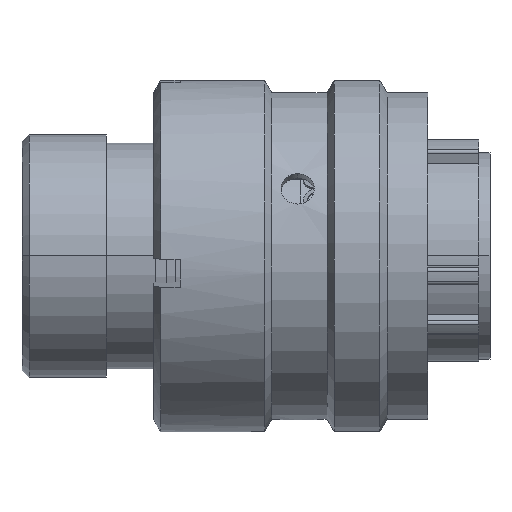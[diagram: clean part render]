
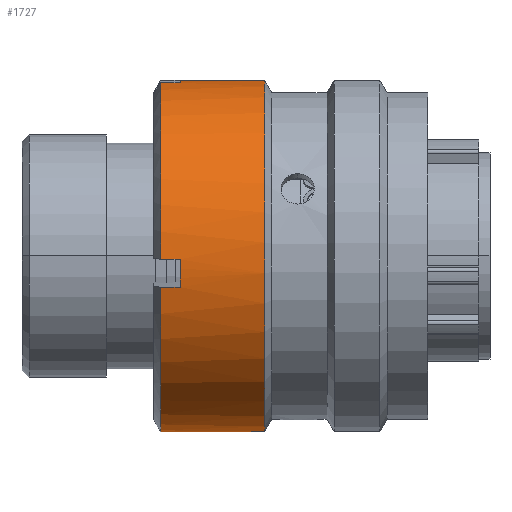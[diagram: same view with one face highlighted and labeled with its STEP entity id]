
A CAD part, top view. The second image highlights one B-rep face of the part: STEP entity #1727.
In plain terms, the highlighted cylindrical face has radius 12.55 mm (diameter 25.1 mm), a partial arc.
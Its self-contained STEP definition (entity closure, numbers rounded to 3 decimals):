
#568 = VERTEX_POINT ( 'NONE', #24794 ) ;
#974 = DIRECTION ( 'NONE',  ( 0., 0.1, -0.995 ) ) ;
#1727 = ADVANCED_FACE ( 'NONE', ( #33256 ), #10949, .T. ) ;
#2487 = CARTESIAN_POINT ( 'NONE',  ( 28.928, -12.487, -1.256 ) ) ;
#2674 = VERTEX_POINT ( 'NONE', #5399 ) ;
#4104 = CARTESIAN_POINT ( 'NONE',  ( 9.878, -2.247, 12.347 ) ) ;
#5399 = CARTESIAN_POINT ( 'NONE',  ( 11.278, 12.347, 2.247 ) ) ;
#6649 = CARTESIAN_POINT ( 'NONE',  ( 28.928, 12.347, 2.247 ) ) ;
#6974 = DIRECTION ( 'NONE',  ( 1., 0., 0. ) ) ;
#7191 = CARTESIAN_POINT ( 'NONE',  ( 28.928, 12.487, 1.256 ) ) ;
#7326 = LINE ( 'NONE', #6649, #14793 ) ;
#7467 = LINE ( 'NONE', #40656, #46474 ) ;
#7848 = LINE ( 'NONE', #2487, #30195 ) ;
#8082 = ORIENTED_EDGE ( 'NONE', *, *, #11679, .T. ) ;
#8454 = CARTESIAN_POINT ( 'NONE',  ( 17.298, 12.487, 1.256 ) ) ;
#9375 = CIRCLE ( 'NONE', #29712, 12.55 ) ;
#9865 = ORIENTED_EDGE ( 'NONE', *, *, #36004, .T. ) ;
#10011 = LINE ( 'NONE', #7191, #11908 ) ;
#10241 = DIRECTION ( 'NONE',  ( 0., -0.1, 0.995 ) ) ;
#10511 = AXIS2_PLACEMENT_3D ( 'NONE', #21087, #36820, #29706 ) ;
#10538 = VERTEX_POINT ( 'NONE', #8454 ) ;
#10722 = VERTEX_POINT ( 'NONE', #15094 ) ;
#10949 = CYLINDRICAL_SURFACE ( 'NONE', #23506, 12.55 ) ;
#11163 = VERTEX_POINT ( 'NONE', #25916 ) ;
#11679 = EDGE_CURVE ( 'NONE', #20996, #36515, #7848, .T. ) ;
#11908 = VECTOR ( 'NONE', #38702, 1000. ) ;
#13129 = DIRECTION ( 'NONE',  ( 1., 0., 0. ) ) ;
#13391 = EDGE_CURVE ( 'NONE', #25753, #10538, #10011, .T. ) ;
#13399 = EDGE_CURVE ( 'NONE', #22157, #15544, #29224, .T. ) ;
#13708 = ORIENTED_EDGE ( 'NONE', *, *, #18430, .T. ) ;
#14006 = ORIENTED_EDGE ( 'NONE', *, *, #38020, .T. ) ;
#14729 = CARTESIAN_POINT ( 'NONE',  ( 9.878, -12.547, -0.257 ) ) ;
#14793 = VECTOR ( 'NONE', #26752, 1000. ) ;
#15094 = CARTESIAN_POINT ( 'NONE',  ( 11.278, -12.547, -0.257 ) ) ;
#15544 = VERTEX_POINT ( 'NONE', #14729 ) ;
#15691 = VERTEX_POINT ( 'NONE', #15897 ) ;
#15897 = CARTESIAN_POINT ( 'NONE',  ( 11.278, -0.257, 12.547 ) ) ;
#16227 = DIRECTION ( 'NONE',  ( 1., 0., 0. ) ) ;
#17391 = DIRECTION ( 'NONE',  ( 1., 0., 0. ) ) ;
#17908 = CIRCLE ( 'NONE', #10511, 12.55 ) ;
#18042 = CARTESIAN_POINT ( 'NONE',  ( 11.278, 0., 0. ) ) ;
#18430 = EDGE_CURVE ( 'NONE', #568, #22157, #32259, .T. ) ;
#18576 = DIRECTION ( 'NONE',  ( 1., 0., 0. ) ) ;
#18732 = EDGE_CURVE ( 'NONE', #15544, #10722, #7467, .T. ) ;
#18844 = CARTESIAN_POINT ( 'NONE',  ( 9.878, -0.257, 12.547 ) ) ;
#18899 = CARTESIAN_POINT ( 'NONE',  ( 17.298, -12.487, -1.256 ) ) ;
#20996 = VERTEX_POINT ( 'NONE', #26880 ) ;
#21087 = CARTESIAN_POINT ( 'NONE',  ( 11.278, 0., 0. ) ) ;
#21246 = ORIENTED_EDGE ( 'NONE', *, *, #32248, .T. ) ;
#21709 = VECTOR ( 'NONE', #22903, 1000. ) ;
#21823 = AXIS2_PLACEMENT_3D ( 'NONE', #22787, #46303, #50589 ) ;
#22157 = VERTEX_POINT ( 'NONE', #4104 ) ;
#22218 = EDGE_CURVE ( 'NONE', #10538, #36515, #9375, .T. ) ;
#22787 = CARTESIAN_POINT ( 'NONE',  ( 9.878, 0., 0. ) ) ;
#22903 = DIRECTION ( 'NONE',  ( -1., 0., 0. ) ) ;
#23506 = AXIS2_PLACEMENT_3D ( 'NONE', #23635, #27596, #50740 ) ;
#23635 = CARTESIAN_POINT ( 'NONE',  ( 28.928, 0., 0. ) ) ;
#24244 = VERTEX_POINT ( 'NONE', #18844 ) ;
#24794 = CARTESIAN_POINT ( 'NONE',  ( 11.278, -2.247, 12.347 ) ) ;
#25753 = VERTEX_POINT ( 'NONE', #26881 ) ;
#25797 = DIRECTION ( 'NONE',  ( 1., 0., 0. ) ) ;
#25916 = CARTESIAN_POINT ( 'NONE',  ( 9.878, 12.347, 2.247 ) ) ;
#26752 = DIRECTION ( 'NONE',  ( -1., 0., 0. ) ) ;
#26880 = CARTESIAN_POINT ( 'NONE',  ( 11.278, -12.487, -1.256 ) ) ;
#26881 = CARTESIAN_POINT ( 'NONE',  ( 11.278, 12.487, 1.256 ) ) ;
#27385 = CIRCLE ( 'NONE', #33697, 12.55 ) ;
#27596 = DIRECTION ( 'NONE',  ( 1., 0., 0. ) ) ;
#28986 = DIRECTION ( 'NONE',  ( 0., 0.995, 0.1 ) ) ;
#29171 = CARTESIAN_POINT ( 'NONE',  ( 9.878, 0., 0. ) ) ;
#29224 = CIRCLE ( 'NONE', #21823, 12.55 ) ;
#29419 = ORIENTED_EDGE ( 'NONE', *, *, #13391, .F. ) ;
#29706 = DIRECTION ( 'NONE',  ( 0., -0.995, -0.1 ) ) ;
#29712 = AXIS2_PLACEMENT_3D ( 'NONE', #32528, #13129, #40296 ) ;
#30195 = VECTOR ( 'NONE', #6974, 1000. ) ;
#31316 = AXIS2_PLACEMENT_3D ( 'NONE', #29171, #17391, #28986 ) ;
#32119 = CIRCLE ( 'NONE', #31316, 12.55 ) ;
#32186 = CIRCLE ( 'NONE', #43491, 12.55 ) ;
#32248 = EDGE_CURVE ( 'NONE', #24244, #15691, #40441, .T. ) ;
#32259 = LINE ( 'NONE', #34500, #21709 ) ;
#32528 = CARTESIAN_POINT ( 'NONE',  ( 17.298, 0., 0. ) ) ;
#32732 = ORIENTED_EDGE ( 'NONE', *, *, #43754, .T. ) ;
#33256 = FACE_OUTER_BOUND ( 'NONE', #50555, .T. ) ;
#33697 = AXIS2_PLACEMENT_3D ( 'NONE', #18042, #25797, #10241 ) ;
#34500 = CARTESIAN_POINT ( 'NONE',  ( 28.928, -2.247, 12.347 ) ) ;
#34571 = ORIENTED_EDGE ( 'NONE', *, *, #18732, .T. ) ;
#36004 = EDGE_CURVE ( 'NONE', #25753, #2674, #27385, .T. ) ;
#36515 = VERTEX_POINT ( 'NONE', #18899 ) ;
#36820 = DIRECTION ( 'NONE',  ( 1., 0., 0. ) ) ;
#38020 = EDGE_CURVE ( 'NONE', #10722, #20996, #32186, .T. ) ;
#38702 = DIRECTION ( 'NONE',  ( 1., 0., 0. ) ) ;
#40296 = DIRECTION ( 'NONE',  ( 0., 0.995, 0.1 ) ) ;
#40441 = LINE ( 'NONE', #42274, #43566 ) ;
#40656 = CARTESIAN_POINT ( 'NONE',  ( 28.928, -12.547, -0.257 ) ) ;
#42274 = CARTESIAN_POINT ( 'NONE',  ( 28.928, -0.257, 12.547 ) ) ;
#43491 = AXIS2_PLACEMENT_3D ( 'NONE', #47896, #16227, #974 ) ;
#43566 = VECTOR ( 'NONE', #18576, 1000. ) ;
#43754 = EDGE_CURVE ( 'NONE', #11163, #24244, #32119, .T. ) ;
#43957 = DIRECTION ( 'NONE',  ( 1., 0., 0. ) ) ;
#43962 = ORIENTED_EDGE ( 'NONE', *, *, #50991, .T. ) ;
#44794 = ORIENTED_EDGE ( 'NONE', *, *, #13399, .T. ) ;
#46303 = DIRECTION ( 'NONE',  ( 1., 0., 0. ) ) ;
#46474 = VECTOR ( 'NONE', #43957, 1000. ) ;
#47896 = CARTESIAN_POINT ( 'NONE',  ( 11.278, 0., 0. ) ) ;
#47927 = ORIENTED_EDGE ( 'NONE', *, *, #48013, .T. ) ;
#48013 = EDGE_CURVE ( 'NONE', #2674, #11163, #7326, .T. ) ;
#50509 = ORIENTED_EDGE ( 'NONE', *, *, #22218, .F. ) ;
#50555 = EDGE_LOOP ( 'NONE', ( #14006, #8082, #50509, #29419, #9865, #47927, #32732, #21246, #43962, #13708, #44794, #34571 ) ) ;
#50589 = DIRECTION ( 'NONE',  ( 0., 0.995, 0.1 ) ) ;
#50740 = DIRECTION ( 'NONE',  ( 0., 0.995, 0.1 ) ) ;
#50991 = EDGE_CURVE ( 'NONE', #15691, #568, #17908, .T. ) ;
